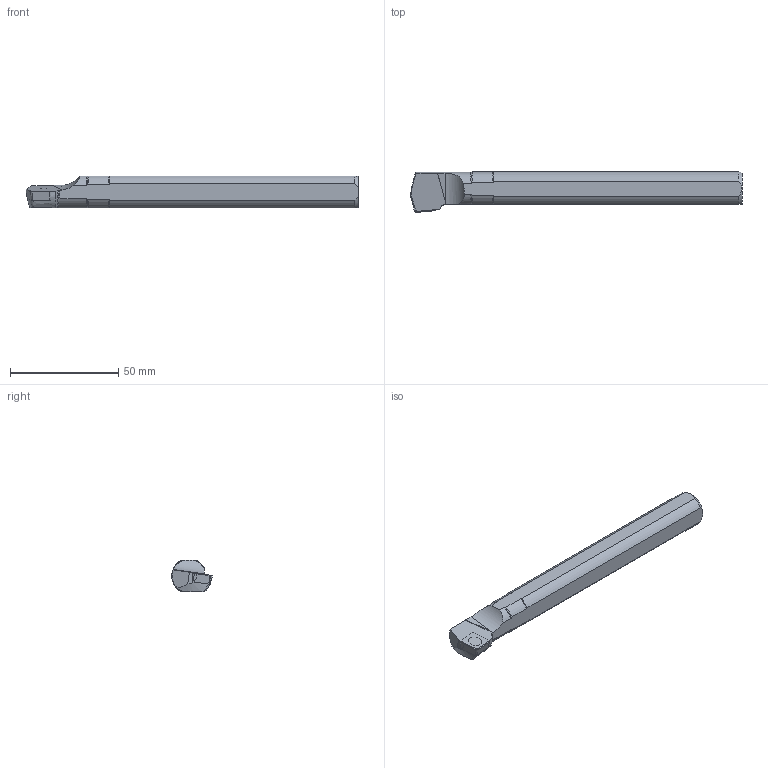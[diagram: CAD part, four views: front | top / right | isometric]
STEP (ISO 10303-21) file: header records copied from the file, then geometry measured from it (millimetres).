
FILE_DESCRIPTION(/* description */ (''),/* implementation_level */ '2;1');
FILE_NAME(/* name */ 'S16MSCKCR09A_SIM.stp',/* time_stamp */ '2022-08-11T10:41:15+02:00',/* author */ (''),/* organization */ (''),/* preprocessor_version */ 'ST-DEVELOPER v16.7',/* originating_system */ 'SIEMENS PLM Software NX 12.0',/* authorisation */ '');
FILE_SCHEMA (('AUTOMOTIVE_DESIGN { 1 0 10303 214 3 1 1 1 }'));
Length unit declared in the file: millimetre
Products named in the file (1): krab27403703fvw0
Bounding box: 153.4 x 18.81 x 14.5 mm (x, y, z)
Volume: 27665.6 mm3; surface area: 8076 mm2
Topology: 2 solids, 2 shells, 51 faces, 140 edges, 93 vertices
Faces by surface type: plane 16, cone 14, cylinder 12, torus 9
Full cylindrical faces by diameter (mm): 4.4 x1, 6 x1
Entity records: 1828 total; most frequent: CARTESIAN_POINT 536, ORIENTED_EDGE 272, DIRECTION 248, EDGE_CURVE 136, AXIS2_PLACEMENT_3D 100, VERTEX_POINT 92, EDGE_LOOP 56, ADVANCED_FACE 51
